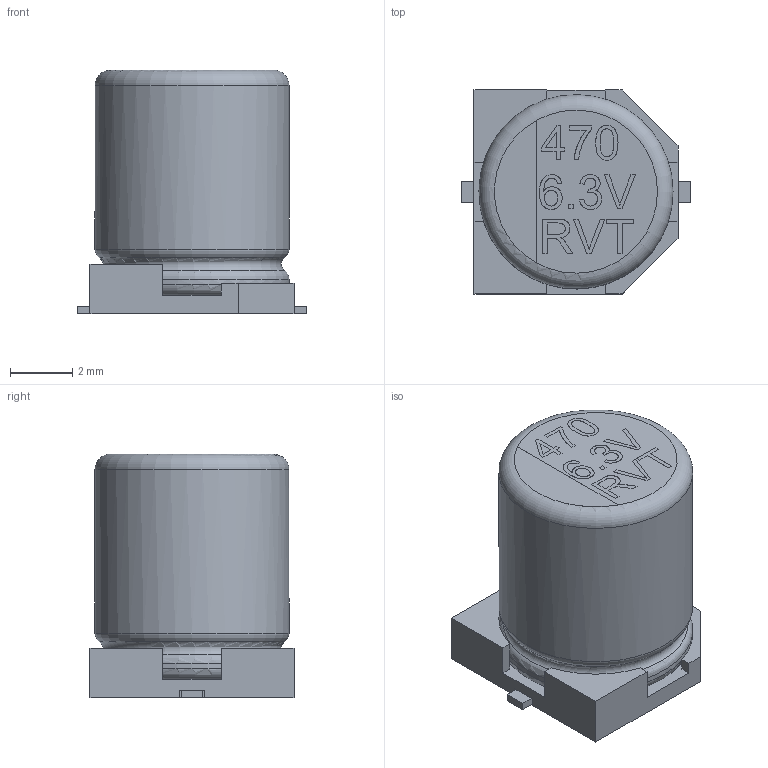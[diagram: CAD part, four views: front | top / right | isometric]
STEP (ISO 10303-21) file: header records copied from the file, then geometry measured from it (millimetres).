
FILE_DESCRIPTION(/* description */ (''),/* implementation_level */ '2;1');
FILE_NAME(/* name */ 'CAPSMD470-6.3.stp',/* time_stamp */ '2017-08-08T16:47:26-04:00',/* author */ ('jstrelchuk'),/* organization */ (''),/* preprocessor_version */ 'ST-DEVELOPER v16.1',/* originating_system */ 'Autodesk Inventor 2016',/* authorisation */ '');
FILE_SCHEMA (('AUTOMOTIVE_DESIGN { 1 0 10303 214 3 1 1 }'));
Length unit declared in the file: millimetre
Products named in the file (1): CAPSMD470-6.3
Bounding box: 7.35 x 6.57 x 7.85 mm (x, y, z)
Volume: 249 mm3; surface area: 271.4 mm2
Topology: 1 solids, 1 shells, 186 faces, 509 edges, 332 vertices
Faces by surface type: plane 117, bspline 54, cylinder 10, torus 5
Full cylindrical faces by diameter (mm): 6.25 x1
Entity records: 6240 total; most frequent: CARTESIAN_POINT 1836, ORIENTED_EDGE 1000, DIRECTION 686, EDGE_CURVE 500, LINE 364, VECTOR 364, VERTEX_POINT 329, EDGE_LOOP 207
